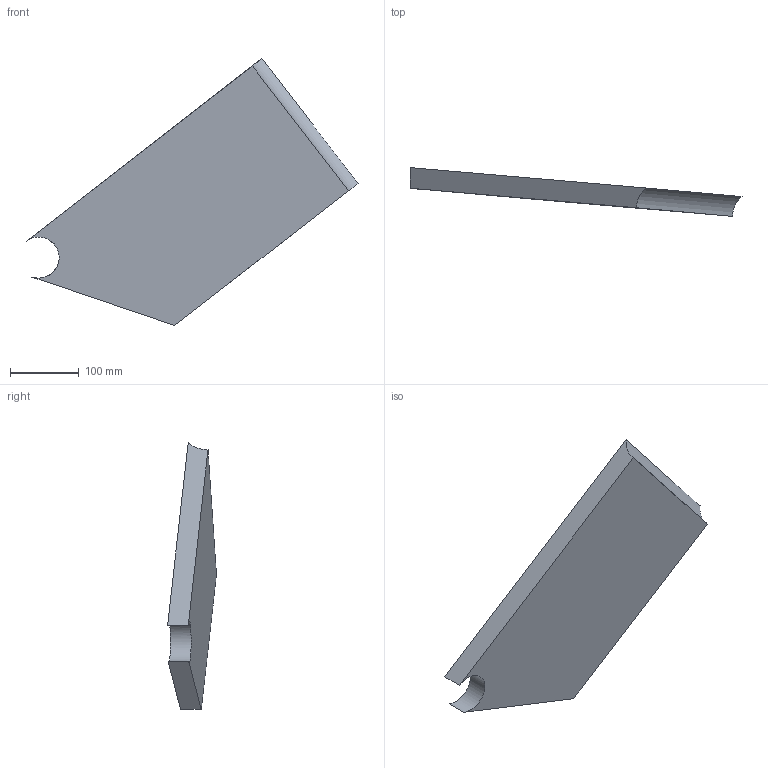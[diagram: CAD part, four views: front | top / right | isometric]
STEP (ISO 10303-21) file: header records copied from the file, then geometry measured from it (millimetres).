
FILE_DESCRIPTION(('FreeCAD Model'),'2;1');
FILE_NAME('Open CASCADE Shape Model','2024-04-24T14:29:44',('FreeCAD'),( 'FreeCAD'),'Open CASCADE STEP processor 7.7','FreeCAD','Unknown');
FILE_SCHEMA(('AUTOMOTIVE_DESIGN { 1 0 10303 214 1 1 1 1 }'));
Length unit declared in the file: millimetre
Products named in the file (1): Open CASCADE STEP translator 7.7 14
Bounding box: 484.69 x 71.29 x 389.74 mm (x, y, z)
Volume: 2685574.1 mm3; surface area: 221560.1 mm2
Topology: 1 solids, 1 shells, 7 faces, 17 edges, 12 vertices
Faces by surface type: plane 5, cylinder 2
Entity records: 223 total; most frequent: DIRECTION 39, CARTESIAN_POINT 37, ORIENTED_EDGE 34, EDGE_CURVE 17, AXIS2_PLACEMENT_3D 14, VERTEX_POINT 12, LINE 11, VECTOR 11
